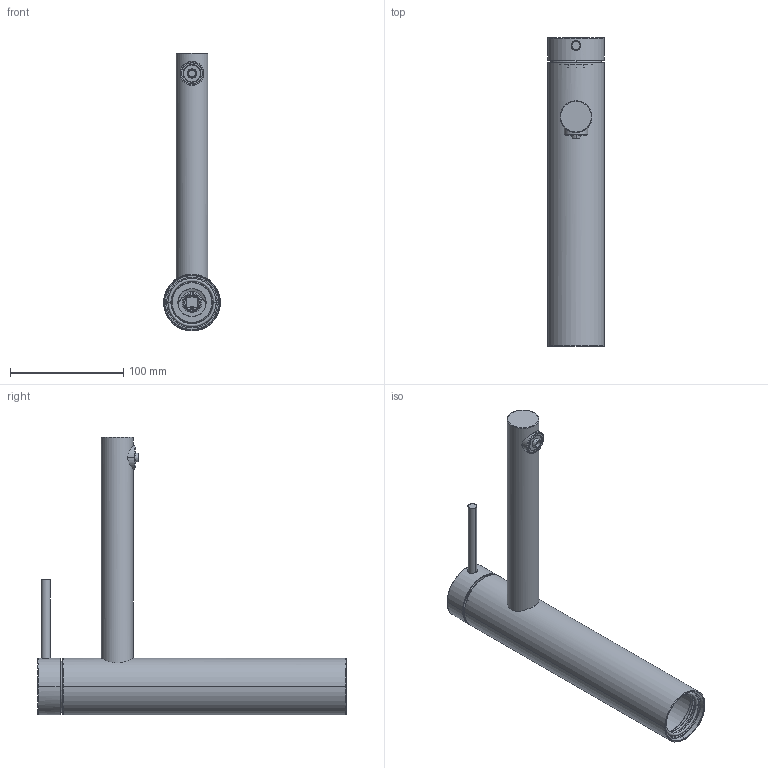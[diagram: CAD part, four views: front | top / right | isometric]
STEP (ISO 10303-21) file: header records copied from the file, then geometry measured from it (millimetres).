
FILE_DESCRIPTION(('STEP AP214'),'1');
FILE_NAME('V_Namor 1_ND.STP','2026-01-07T15:12:22',(' '),(' '),'Spatial InterOp 3D',' ',' ');
FILE_SCHEMA(('AUTOMOTIVE_DESIGN { 1 0 10303 214 1 1 1 1 }'));
Length unit declared in the file: millimetre
Products named in the file (9): V_Namor 1_ND; ASSEM1
Assembly tree (8 placements, depth 2):
  V_Namor 1_ND
    ASSEM1
    (unnamed)
    (unnamed)
    (unnamed)
    (unnamed)
    (unnamed)
    (unnamed)
    (unnamed)
Bounding box: 50 x 272.02 x 245 mm (x, y, z)
Volume: 145100.1 mm3; surface area: 145697 mm2
Topology: 8 solids, 25 shells, 594 faces, 1425 edges, 880 vertices
Faces by surface type: cylinder 184, plane 153, cone 128, torus 108, bspline 17, sphere 4
Full cylindrical faces by diameter (mm): 28 x1
Entity records: 19347 total; most frequent: CARTESIAN_POINT 5237, DIRECTION 3140, ORIENTED_EDGE 2762, EDGE_CURVE 1417, AXIS2_PLACEMENT_3D 1306, VERTEX_POINT 879, CIRCLE 720, EDGE_LOOP 640
